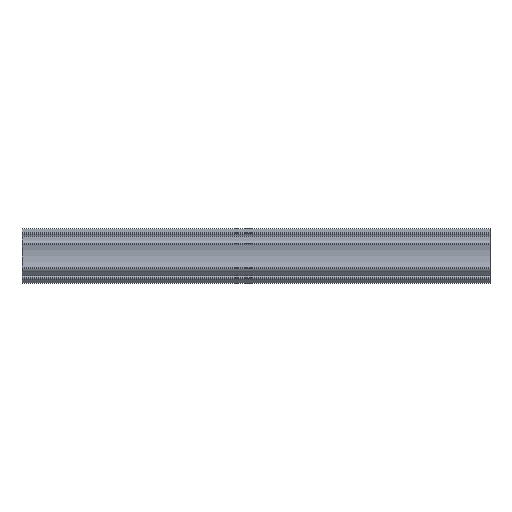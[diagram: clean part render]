
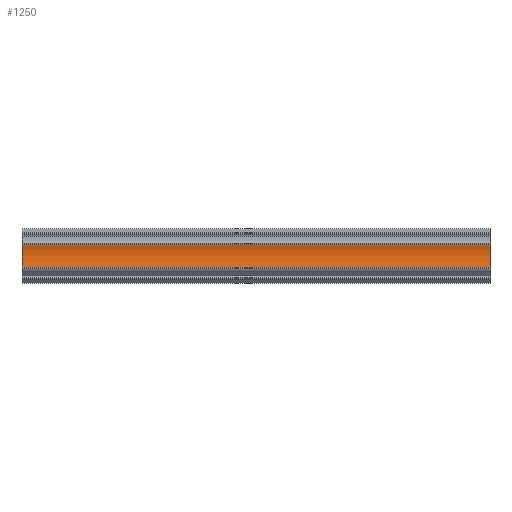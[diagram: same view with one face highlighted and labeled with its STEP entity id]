
A CAD part, top view. The second image highlights one B-rep face of the part: STEP entity #1250.
In plain terms, the highlighted cylindrical face has radius 40 mm (diameter 80 mm), a partial arc.
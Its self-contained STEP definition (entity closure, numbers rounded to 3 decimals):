
#11 = DIRECTION ( 'NONE',  ( -1., 0., 0. ) ) ;
#25 = CARTESIAN_POINT ( 'NONE',  ( 0., -0.016, 2759.983 ) ) ;
#118 = ORIENTED_EDGE ( 'NONE', *, *, #2048, .F. ) ;
#135 = DIRECTION ( 'NONE',  ( -1., 0., 0. ) ) ;
#258 = CARTESIAN_POINT ( 'NONE',  ( 500., -11.901, 2721.79 ) ) ;
#270 = LINE ( 'NONE', #467, #1399 ) ;
#297 = VERTEX_POINT ( 'NONE', #772 ) ;
#409 = VECTOR ( 'NONE', #840, 1000. ) ;
#467 = CARTESIAN_POINT ( 'NONE',  ( 500., 11.868, 2721.79 ) ) ;
#706 = VERTEX_POINT ( 'NONE', #1895 ) ;
#739 = CARTESIAN_POINT ( 'NONE',  ( 500., -0.016, 2759.983 ) ) ;
#752 = EDGE_CURVE ( 'NONE', #706, #1391, #1381, .T. ) ;
#772 = CARTESIAN_POINT ( 'NONE',  ( 500., 11.868, 2721.79 ) ) ;
#835 = CIRCLE ( 'NONE', #2229, 40. ) ;
#840 = DIRECTION ( 'NONE',  ( -1., 0., 0. ) ) ;
#931 = DIRECTION ( 'NONE',  ( -1., 0., 0. ) ) ;
#949 = CYLINDRICAL_SURFACE ( 'NONE', #1278, 40. ) ;
#965 = DIRECTION ( 'NONE',  ( 0., 0., 1. ) ) ;
#1027 = CARTESIAN_POINT ( 'NONE',  ( 0., 11.868, 2721.79 ) ) ;
#1201 = CARTESIAN_POINT ( 'NONE',  ( 0., -11.901, 2721.79 ) ) ;
#1235 = EDGE_CURVE ( 'NONE', #2444, #1391, #1317, .T. ) ;
#1250 = ADVANCED_FACE ( 'NONE', ( #2244 ), #949, .F. ) ;
#1278 = AXIS2_PLACEMENT_3D ( 'NONE', #739, #11, #965 ) ;
#1296 = CARTESIAN_POINT ( 'NONE',  ( 500., -0.016, 2759.983 ) ) ;
#1297 = DIRECTION ( 'NONE',  ( 0., 0., 1. ) ) ;
#1317 = CIRCLE ( 'NONE', #1948, 40. ) ;
#1381 = LINE ( 'NONE', #258, #409 ) ;
#1391 = VERTEX_POINT ( 'NONE', #1201 ) ;
#1399 = VECTOR ( 'NONE', #1413, 1000. ) ;
#1413 = DIRECTION ( 'NONE',  ( -1., 0., 0. ) ) ;
#1463 = ORIENTED_EDGE ( 'NONE', *, *, #1235, .T. ) ;
#1737 = ORIENTED_EDGE ( 'NONE', *, *, #752, .F. ) ;
#1868 = DIRECTION ( 'NONE',  ( 0., 0., 1. ) ) ;
#1895 = CARTESIAN_POINT ( 'NONE',  ( 500., -11.901, 2721.79 ) ) ;
#1948 = AXIS2_PLACEMENT_3D ( 'NONE', #25, #931, #1297 ) ;
#2048 = EDGE_CURVE ( 'NONE', #297, #706, #835, .T. ) ;
#2229 = AXIS2_PLACEMENT_3D ( 'NONE', #1296, #135, #1868 ) ;
#2244 = FACE_OUTER_BOUND ( 'NONE', #2332, .T. ) ;
#2332 = EDGE_LOOP ( 'NONE', ( #1463, #1737, #118, #2333 ) ) ;
#2333 = ORIENTED_EDGE ( 'NONE', *, *, #2434, .T. ) ;
#2434 = EDGE_CURVE ( 'NONE', #297, #2444, #270, .T. ) ;
#2444 = VERTEX_POINT ( 'NONE', #1027 ) ;
